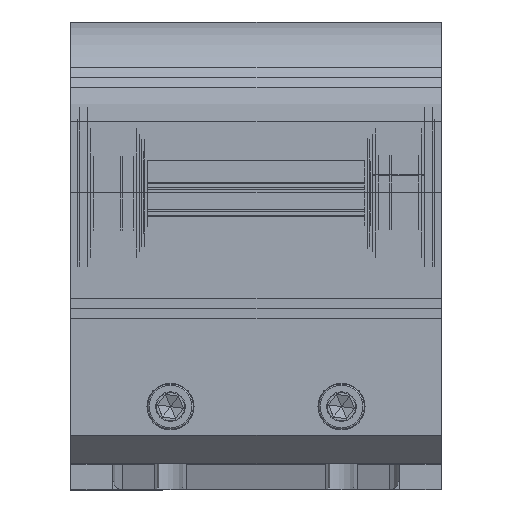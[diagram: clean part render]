
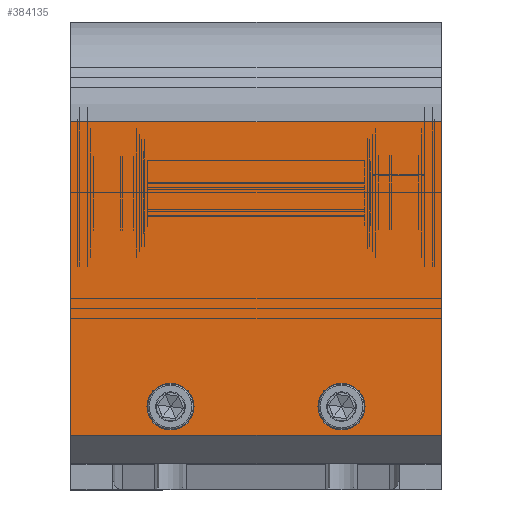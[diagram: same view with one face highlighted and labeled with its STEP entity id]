
A CAD part, top view. The second image highlights one B-rep face of the part: STEP entity #384135.
In plain terms, the highlighted planar face has unit normal (0, 0, 1).
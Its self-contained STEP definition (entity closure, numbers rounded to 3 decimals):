
#242 = CARTESIAN_POINT ( 'NONE',  ( 181.717, 207.762, 762.525 ) ) ;
#21760 = CARTESIAN_POINT ( 'NONE',  ( 173.467, 207.762, 762.525 ) ) ;
#21772 = CIRCLE ( 'NONE', #394423, 8.25 ) ;
#27681 = EDGE_CURVE ( 'NONE', #118058, #73620, #186689, .T. ) ;
#32791 = EDGE_CURVE ( 'NONE', #279678, #138438, #275921, .T. ) ;
#33141 = CARTESIAN_POINT ( 'NONE',  ( 165.217, 207.762, 762.525 ) ) ;
#33554 = VERTEX_POINT ( 'NONE', #231176 ) ;
#47995 = ORIENTED_EDGE ( 'NONE', *, *, #165932, .F. ) ;
#52243 = FACE_BOUND ( 'NONE', #205158, .T. ) ;
#52410 = CARTESIAN_POINT ( 'NONE',  ( 208.467, 197.762, 762.525 ) ) ;
#70852 = CIRCLE ( 'NONE', #77789, 8.25 ) ;
#73620 = VERTEX_POINT ( 'NONE', #414200 ) ;
#77789 = AXIS2_PLACEMENT_3D ( 'NONE', #21760, #403608, #113283 ) ;
#81169 = AXIS2_PLACEMENT_3D ( 'NONE', #206441, #397290, #140713 ) ;
#82542 = CARTESIAN_POINT ( 'NONE',  ( 208.467, 197.762, 762.525 ) ) ;
#91252 = CARTESIAN_POINT ( 'NONE',  ( 208.467, 197.762, 762.525 ) ) ;
#96432 = ORIENTED_EDGE ( 'NONE', *, *, #314806, .F. ) ;
#107036 = EDGE_LOOP ( 'NONE', ( #360657, #109693, #230890, #357151 ) ) ;
#109693 = ORIENTED_EDGE ( 'NONE', *, *, #242792, .F. ) ;
#113283 = DIRECTION ( 'NONE',  ( 1., 0., 0. ) ) ;
#115974 = PLANE ( 'NONE',  #81169 ) ;
#118058 = VERTEX_POINT ( 'NONE', #125388 ) ;
#118297 = DIRECTION ( 'NONE',  ( 1., 0., 0. ) ) ;
#125388 = CARTESIAN_POINT ( 'NONE',  ( 121.717, 207.762, 762.525 ) ) ;
#129863 = DIRECTION ( 'NONE',  ( 0., 0., 1. ) ) ;
#138438 = VERTEX_POINT ( 'NONE', #82542 ) ;
#140713 = DIRECTION ( 'NONE',  ( -1., 0., 0. ) ) ;
#150712 = CIRCLE ( 'NONE', #204989, 8.25 ) ;
#165932 = EDGE_CURVE ( 'NONE', #73620, #118058, #150712, .T. ) ;
#169414 = CARTESIAN_POINT ( 'NONE',  ( 78.467, 197.762, 762.525 ) ) ;
#171228 = VERTEX_POINT ( 'NONE', #242 ) ;
#178632 = CARTESIAN_POINT ( 'NONE',  ( 208.467, 307.762, 762.525 ) ) ;
#186689 = CIRCLE ( 'NONE', #376156, 8.25 ) ;
#187185 = DIRECTION ( 'NONE',  ( 1., 0., 0. ) ) ;
#201353 = DIRECTION ( 'NONE',  ( 0., -1., 0. ) ) ;
#204989 = AXIS2_PLACEMENT_3D ( 'NONE', #304553, #368239, #364070 ) ;
#205158 = EDGE_LOOP ( 'NONE', ( #96432, #383527 ) ) ;
#206441 = CARTESIAN_POINT ( 'NONE',  ( 208.467, 197.762, 762.525 ) ) ;
#208378 = LINE ( 'NONE', #267676, #219931 ) ;
#212346 = DIRECTION ( 'NONE',  ( 0., -1., 0. ) ) ;
#215896 = DIRECTION ( 'NONE',  ( 0., 0., 1. ) ) ;
#219931 = VECTOR ( 'NONE', #305758, 1000. ) ;
#230890 = ORIENTED_EDGE ( 'NONE', *, *, #32791, .F. ) ;
#231176 = CARTESIAN_POINT ( 'NONE',  ( 78.467, 307.762, 762.525 ) ) ;
#231724 = VECTOR ( 'NONE', #212346, 1000. ) ;
#242792 = EDGE_CURVE ( 'NONE', #138438, #324679, #342922, .T. ) ;
#245225 = FACE_BOUND ( 'NONE', #258085, .T. ) ;
#254124 = EDGE_CURVE ( 'NONE', #270432, #171228, #70852, .T. ) ;
#258085 = EDGE_LOOP ( 'NONE', ( #353367, #47995 ) ) ;
#267676 = CARTESIAN_POINT ( 'NONE',  ( 208.467, 307.762, 762.525 ) ) ;
#270432 = VERTEX_POINT ( 'NONE', #33141 ) ;
#272314 = VECTOR ( 'NONE', #201353, 1000. ) ;
#275429 = LINE ( 'NONE', #169414, #272314 ) ;
#275921 = LINE ( 'NONE', #91252, #231724 ) ;
#276299 = VECTOR ( 'NONE', #408636, 1000. ) ;
#279678 = VERTEX_POINT ( 'NONE', #178632 ) ;
#294943 = CARTESIAN_POINT ( 'NONE',  ( 78.467, 197.762, 762.525 ) ) ;
#304553 = CARTESIAN_POINT ( 'NONE',  ( 113.467, 207.762, 762.525 ) ) ;
#305758 = DIRECTION ( 'NONE',  ( -1., 0., 0. ) ) ;
#306933 = CARTESIAN_POINT ( 'NONE',  ( 113.467, 207.762, 762.525 ) ) ;
#313040 = FACE_OUTER_BOUND ( 'NONE', #107036, .T. ) ;
#314806 = EDGE_CURVE ( 'NONE', #171228, #270432, #21772, .T. ) ;
#324679 = VERTEX_POINT ( 'NONE', #294943 ) ;
#324946 = CARTESIAN_POINT ( 'NONE',  ( 173.467, 207.762, 762.525 ) ) ;
#329998 = EDGE_CURVE ( 'NONE', #279678, #33554, #208378, .T. ) ;
#342922 = LINE ( 'NONE', #52410, #276299 ) ;
#353367 = ORIENTED_EDGE ( 'NONE', *, *, #27681, .F. ) ;
#357151 = ORIENTED_EDGE ( 'NONE', *, *, #329998, .T. ) ;
#360657 = ORIENTED_EDGE ( 'NONE', *, *, #393878, .T. ) ;
#364070 = DIRECTION ( 'NONE',  ( 1., 0., 0. ) ) ;
#368239 = DIRECTION ( 'NONE',  ( 0., 0., 1. ) ) ;
#376156 = AXIS2_PLACEMENT_3D ( 'NONE', #306933, #215896, #118297 ) ;
#383527 = ORIENTED_EDGE ( 'NONE', *, *, #254124, .F. ) ;
#384135 = ADVANCED_FACE ( 'NONE', ( #245225, #52243, #313040 ), #115974, .F. ) ;
#393878 = EDGE_CURVE ( 'NONE', #33554, #324679, #275429, .T. ) ;
#394423 = AXIS2_PLACEMENT_3D ( 'NONE', #324946, #129863, #187185 ) ;
#397290 = DIRECTION ( 'NONE',  ( 0., 0., -1. ) ) ;
#403608 = DIRECTION ( 'NONE',  ( 0., 0., 1. ) ) ;
#408636 = DIRECTION ( 'NONE',  ( -1., 0., 0. ) ) ;
#414200 = CARTESIAN_POINT ( 'NONE',  ( 105.217, 207.762, 762.525 ) ) ;
